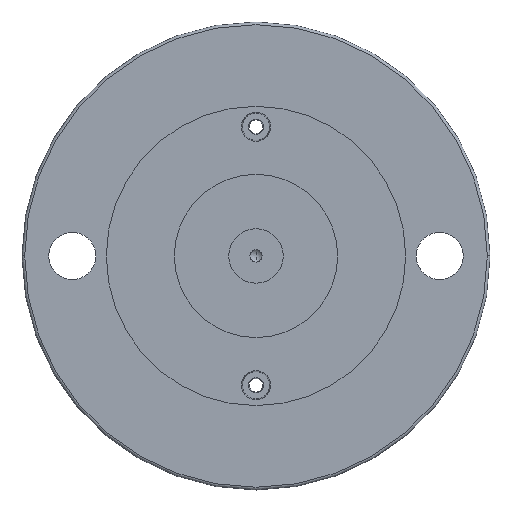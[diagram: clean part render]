
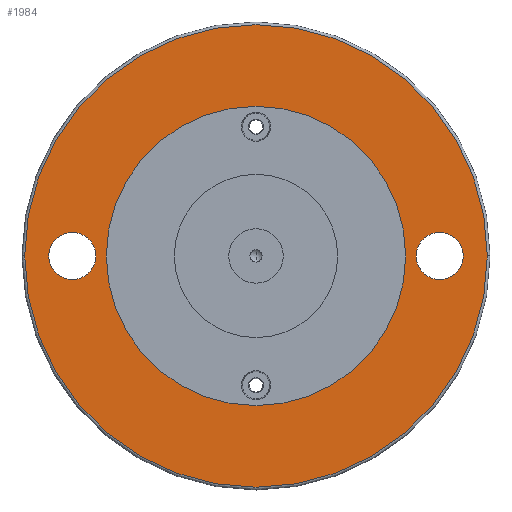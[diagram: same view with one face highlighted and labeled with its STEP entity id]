
A CAD part, top view. The second image highlights one B-rep face of the part: STEP entity #1984.
In plain terms, the highlighted planar face has unit normal (0, 0, 1).
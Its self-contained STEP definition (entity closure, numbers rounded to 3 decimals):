
#26 = EDGE_LOOP ( 'NONE', ( #1500, #1316 ) ) ;
#54 = VERTEX_POINT ( 'NONE', #1420 ) ;
#121 = VERTEX_POINT ( 'NONE', #1907 ) ;
#171 = PLANE ( 'NONE',  #439 ) ;
#176 = DIRECTION ( 'NONE',  ( 0., 0., -1. ) ) ;
#202 = CARTESIAN_POINT ( 'NONE',  ( 67.5, 0., 8. ) ) ;
#206 = FACE_OUTER_BOUND ( 'NONE', #1396, .T. ) ;
#224 = ORIENTED_EDGE ( 'NONE', *, *, #1275, .T. ) ;
#311 = VERTEX_POINT ( 'NONE', #1471 ) ;
#331 = DIRECTION ( 'NONE',  ( -1., 0., 0. ) ) ;
#343 = ORIENTED_EDGE ( 'NONE', *, *, #1565, .T. ) ;
#413 = EDGE_LOOP ( 'NONE', ( #1108, #1964 ) ) ;
#431 = CIRCLE ( 'NONE', #651, 8.65 ) ;
#439 = AXIS2_PLACEMENT_3D ( 'NONE', #1966, #1834, #1339 ) ;
#442 = CARTESIAN_POINT ( 'NONE',  ( 0., 0., 8. ) ) ;
#466 = CARTESIAN_POINT ( 'NONE',  ( 0., 0., 8. ) ) ;
#473 = CARTESIAN_POINT ( 'NONE',  ( 0., 0., 8. ) ) ;
#476 = DIRECTION ( 'NONE',  ( 0., 0., -1. ) ) ;
#571 = CARTESIAN_POINT ( 'NONE',  ( -55., 0., 8. ) ) ;
#595 = FACE_BOUND ( 'NONE', #1038, .T. ) ;
#609 = DIRECTION ( 'NONE',  ( 1., 0., 0. ) ) ;
#645 = DIRECTION ( 'NONE',  ( 1., 0., 0. ) ) ;
#647 = AXIS2_PLACEMENT_3D ( 'NONE', #473, #1737, #652 ) ;
#651 = AXIS2_PLACEMENT_3D ( 'NONE', #202, #1388, #331 ) ;
#652 = DIRECTION ( 'NONE',  ( -1., 0., 0. ) ) ;
#655 = DIRECTION ( 'NONE',  ( 0., 0., -1. ) ) ;
#658 = AXIS2_PLACEMENT_3D ( 'NONE', #1738, #655, #1875 ) ;
#659 = AXIS2_PLACEMENT_3D ( 'NONE', #466, #1730, #645 ) ;
#689 = CIRCLE ( 'NONE', #860, 8.65 ) ;
#772 = VERTEX_POINT ( 'NONE', #1536 ) ;
#838 = AXIS2_PLACEMENT_3D ( 'NONE', #1884, #868, #2006 ) ;
#853 = AXIS2_PLACEMENT_3D ( 'NONE', #1590, #476, #1740 ) ;
#860 = AXIS2_PLACEMENT_3D ( 'NONE', #1176, #176, #1350 ) ;
#861 = AXIS2_PLACEMENT_3D ( 'NONE', #442, #1703, #609 ) ;
#868 = DIRECTION ( 'NONE',  ( 0., 0., 1. ) ) ;
#919 = CIRCLE ( 'NONE', #647, 85. ) ;
#1038 = EDGE_LOOP ( 'NONE', ( #2019, #1149 ) ) ;
#1108 = ORIENTED_EDGE ( 'NONE', *, *, #1557, .T. ) ;
#1125 = CARTESIAN_POINT ( 'NONE',  ( -85., 0., 8. ) ) ;
#1149 = ORIENTED_EDGE ( 'NONE', *, *, #1231, .F. ) ;
#1159 = FACE_BOUND ( 'NONE', #413, .T. ) ;
#1176 = CARTESIAN_POINT ( 'NONE',  ( 67.5, 0., 8. ) ) ;
#1200 = VERTEX_POINT ( 'NONE', #1665 ) ;
#1231 = EDGE_CURVE ( 'NONE', #1689, #54, #1666, .T. ) ;
#1241 = EDGE_CURVE ( 'NONE', #121, #311, #689, .T. ) ;
#1268 = EDGE_CURVE ( 'NONE', #1283, #1200, #1560, .T. ) ;
#1275 = EDGE_CURVE ( 'NONE', #772, #1315, #1670, .T. ) ;
#1283 = VERTEX_POINT ( 'NONE', #1404 ) ;
#1315 = VERTEX_POINT ( 'NONE', #1125 ) ;
#1316 = ORIENTED_EDGE ( 'NONE', *, *, #1268, .T. ) ;
#1339 = DIRECTION ( 'NONE',  ( -1., 0., 0. ) ) ;
#1350 = DIRECTION ( 'NONE',  ( -1., 0., 0. ) ) ;
#1388 = DIRECTION ( 'NONE',  ( 0., 0., -1. ) ) ;
#1389 = CIRCLE ( 'NONE', #659, 55. ) ;
#1396 = EDGE_LOOP ( 'NONE', ( #343, #224 ) ) ;
#1404 = CARTESIAN_POINT ( 'NONE',  ( -58.85, 0., 8. ) ) ;
#1420 = CARTESIAN_POINT ( 'NONE',  ( 55., 0., 8. ) ) ;
#1471 = CARTESIAN_POINT ( 'NONE',  ( 58.85, 0., 8. ) ) ;
#1500 = ORIENTED_EDGE ( 'NONE', *, *, #1563, .T. ) ;
#1536 = CARTESIAN_POINT ( 'NONE',  ( 85., 0., 8. ) ) ;
#1554 = EDGE_CURVE ( 'NONE', #54, #1689, #1389, .T. ) ;
#1557 = EDGE_CURVE ( 'NONE', #311, #121, #431, .T. ) ;
#1560 = CIRCLE ( 'NONE', #853, 8.65 ) ;
#1563 = EDGE_CURVE ( 'NONE', #1200, #1283, #1827, .T. ) ;
#1565 = EDGE_CURVE ( 'NONE', #1315, #772, #919, .T. ) ;
#1590 = CARTESIAN_POINT ( 'NONE',  ( -67.5, 0., 8. ) ) ;
#1648 = FACE_BOUND ( 'NONE', #26, .T. ) ;
#1665 = CARTESIAN_POINT ( 'NONE',  ( -76.15, 0., 8. ) ) ;
#1666 = CIRCLE ( 'NONE', #861, 55. ) ;
#1670 = CIRCLE ( 'NONE', #838, 85. ) ;
#1689 = VERTEX_POINT ( 'NONE', #571 ) ;
#1703 = DIRECTION ( 'NONE',  ( 0., 0., 1. ) ) ;
#1730 = DIRECTION ( 'NONE',  ( 0., 0., 1. ) ) ;
#1737 = DIRECTION ( 'NONE',  ( 0., 0., 1. ) ) ;
#1738 = CARTESIAN_POINT ( 'NONE',  ( -67.5, 0., 8. ) ) ;
#1740 = DIRECTION ( 'NONE',  ( -1., 0., 0. ) ) ;
#1827 = CIRCLE ( 'NONE', #658, 8.65 ) ;
#1834 = DIRECTION ( 'NONE',  ( 0., 0., -1. ) ) ;
#1875 = DIRECTION ( 'NONE',  ( -1., 0., 0. ) ) ;
#1884 = CARTESIAN_POINT ( 'NONE',  ( 0., 0., 8. ) ) ;
#1907 = CARTESIAN_POINT ( 'NONE',  ( 76.15, 0., 8. ) ) ;
#1964 = ORIENTED_EDGE ( 'NONE', *, *, #1241, .T. ) ;
#1966 = CARTESIAN_POINT ( 'NONE',  ( 0., 0., 8. ) ) ;
#1984 = ADVANCED_FACE ( 'NONE', ( #595, #1159, #1648, #206 ), #171, .F. ) ;
#2006 = DIRECTION ( 'NONE',  ( -1., 0., 0. ) ) ;
#2019 = ORIENTED_EDGE ( 'NONE', *, *, #1554, .F. ) ;
